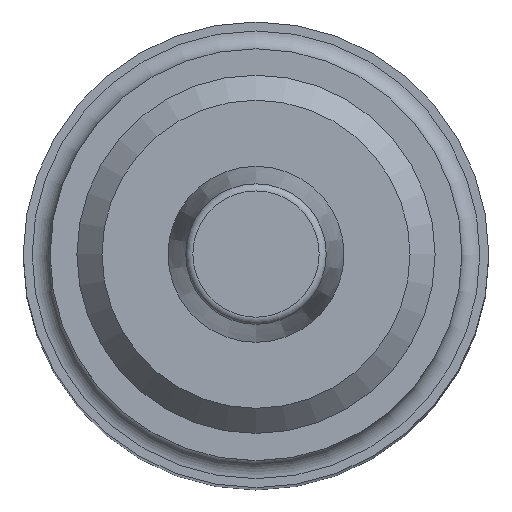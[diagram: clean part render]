
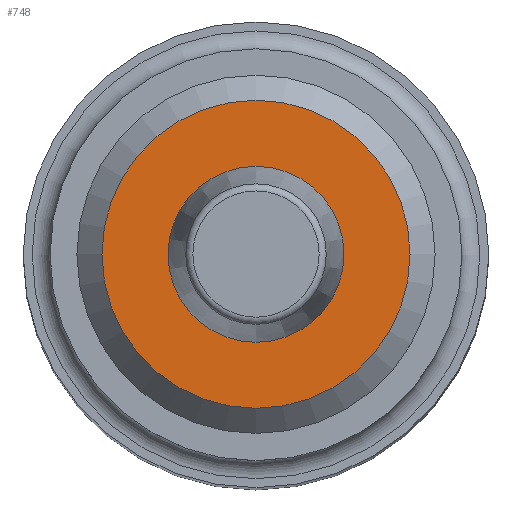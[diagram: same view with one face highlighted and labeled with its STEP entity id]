
A CAD part, top view. The second image highlights one B-rep face of the part: STEP entity #748.
In plain terms, the highlighted planar face has unit normal (0, 0, 1).
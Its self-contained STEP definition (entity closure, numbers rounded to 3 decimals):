
#145=PLANE('',#1064);
#192=CIRCLE('',#1065,4.3);
#193=CIRCLE('',#1066,2.456);
#299=ORIENTED_EDGE('',*,*,#448,.F.);
#300=ORIENTED_EDGE('',*,*,#449,.F.);
#448=EDGE_CURVE('',#524,#524,#192,.T.);
#449=EDGE_CURVE('',#525,#525,#193,.F.);
#524=VERTEX_POINT('',#1525);
#525=VERTEX_POINT('',#1527);
#596=EDGE_LOOP('',(#299));
#597=EDGE_LOOP('',(#300));
#672=FACE_BOUND('',#596,.T.);
#673=FACE_BOUND('',#597,.T.);
#748=ADVANCED_FACE('',(#672,#673),#145,.F.);
#1064=AXIS2_PLACEMENT_3D('',#1523,#1238,#1239);
#1065=AXIS2_PLACEMENT_3D('',#1524,#1240,#1241);
#1066=AXIS2_PLACEMENT_3D('',#1526,#1242,#1243);
#1238=DIRECTION('',(0.,0.,-1.));
#1239=DIRECTION('',(-1.,0.,0.));
#1240=DIRECTION('',(0.,0.,-1.));
#1241=DIRECTION('',(-1.,0.,0.));
#1242=DIRECTION('',(0.,0.,-1.));
#1243=DIRECTION('',(-1.,0.,0.));
#1523=CARTESIAN_POINT('',(0.,0.,0.));
#1524=CARTESIAN_POINT('',(0.,0.,0.));
#1525=CARTESIAN_POINT('',(-4.3,0.,0.));
#1526=CARTESIAN_POINT('',(0.,0.,0.));
#1527=CARTESIAN_POINT('',(-2.456,0.,0.));
